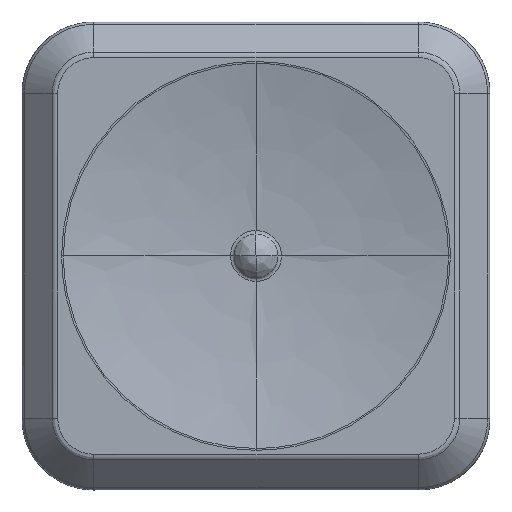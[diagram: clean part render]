
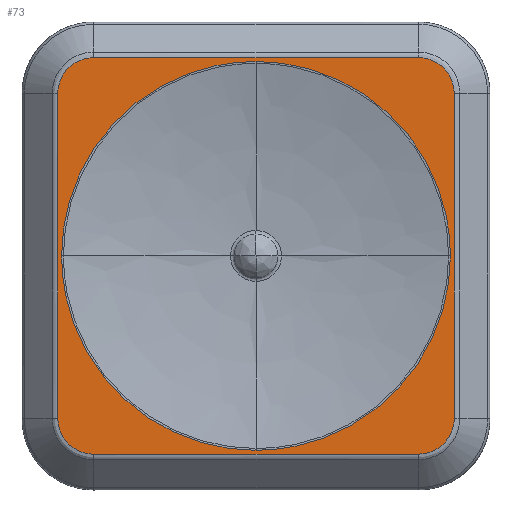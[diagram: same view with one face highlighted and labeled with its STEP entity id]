
A CAD part, top view. The second image highlights one B-rep face of the part: STEP entity #73.
In plain terms, the highlighted planar face has unit normal (0, 0, 1).
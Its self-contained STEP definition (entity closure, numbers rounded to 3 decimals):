
#16=FACE_BOUND('',#273,.T.);
#73=ADVANCED_FACE('',(#172,#16),#1362,.T.);
#172=FACE_OUTER_BOUND('',#272,.T.);
#272=EDGE_LOOP('',(#555,#556,#557,#558,#559,#560,#561,#562));
#273=EDGE_LOOP('',(#563,#564,#565,#566));
#555=ORIENTED_EDGE('',*,*,#892,.T.);
#556=ORIENTED_EDGE('',*,*,#893,.T.);
#557=ORIENTED_EDGE('',*,*,#894,.T.);
#558=ORIENTED_EDGE('',*,*,#895,.T.);
#559=ORIENTED_EDGE('',*,*,#896,.T.);
#560=ORIENTED_EDGE('',*,*,#897,.T.);
#561=ORIENTED_EDGE('',*,*,#898,.T.);
#562=ORIENTED_EDGE('',*,*,#899,.T.);
#563=ORIENTED_EDGE('',*,*,#933,.T.);
#564=ORIENTED_EDGE('',*,*,#934,.T.);
#565=ORIENTED_EDGE('',*,*,#926,.T.);
#566=ORIENTED_EDGE('',*,*,#930,.T.);
#892=EDGE_CURVE('',#1285,#1286,#1128,.T.);
#893=EDGE_CURVE('',#1286,#1287,#1129,.T.);
#894=EDGE_CURVE('',#1287,#1288,#1130,.T.);
#895=EDGE_CURVE('',#1288,#1289,#1131,.T.);
#896=EDGE_CURVE('',#1289,#1290,#1132,.T.);
#897=EDGE_CURVE('',#1290,#1291,#1133,.T.);
#898=EDGE_CURVE('',#1291,#1292,#1134,.T.);
#899=EDGE_CURVE('',#1292,#1285,#1135,.T.);
#926=EDGE_CURVE('',#1294,#1295,#1146,.T.);
#930=EDGE_CURVE('',#1295,#1296,#1150,.T.);
#933=EDGE_CURVE('',#1296,#1293,#1153,.T.);
#934=EDGE_CURVE('',#1293,#1294,#1154,.T.);
#1128=(
BOUNDED_CURVE()
B_SPLINE_CURVE(1,(#2754,#2755),.UNSPECIFIED.,.F.,.F.)
B_SPLINE_CURVE_WITH_KNOTS((2,2),(0.,12.5),.UNSPECIFIED.)
CURVE()
GEOMETRIC_REPRESENTATION_ITEM()
RATIONAL_B_SPLINE_CURVE((1.,1.))
REPRESENTATION_ITEM('')
);
#1129=(
BOUNDED_CURVE()
B_SPLINE_CURVE(2,(#2756,#2757,#2758),.UNSPECIFIED.,.F.,.F.)
B_SPLINE_CURVE_WITH_KNOTS((3,3),(0.,2.751),.UNSPECIFIED.)
CURVE()
GEOMETRIC_REPRESENTATION_ITEM()
RATIONAL_B_SPLINE_CURVE((1.,0.707,1.))
REPRESENTATION_ITEM('')
);
#1130=(
BOUNDED_CURVE()
B_SPLINE_CURVE(1,(#2759,#2760),.UNSPECIFIED.,.F.,.F.)
B_SPLINE_CURVE_WITH_KNOTS((2,2),(0.,12.5),.UNSPECIFIED.)
CURVE()
GEOMETRIC_REPRESENTATION_ITEM()
RATIONAL_B_SPLINE_CURVE((1.,1.))
REPRESENTATION_ITEM('')
);
#1131=(
BOUNDED_CURVE()
B_SPLINE_CURVE(2,(#2761,#2762,#2763),.UNSPECIFIED.,.F.,.F.)
B_SPLINE_CURVE_WITH_KNOTS((3,3),(0.,2.751),.UNSPECIFIED.)
CURVE()
GEOMETRIC_REPRESENTATION_ITEM()
RATIONAL_B_SPLINE_CURVE((1.,0.707,1.))
REPRESENTATION_ITEM('')
);
#1132=(
BOUNDED_CURVE()
B_SPLINE_CURVE(1,(#2764,#2765),.UNSPECIFIED.,.F.,.F.)
B_SPLINE_CURVE_WITH_KNOTS((2,2),(0.,12.5),.UNSPECIFIED.)
CURVE()
GEOMETRIC_REPRESENTATION_ITEM()
RATIONAL_B_SPLINE_CURVE((1.,1.))
REPRESENTATION_ITEM('')
);
#1133=(
BOUNDED_CURVE()
B_SPLINE_CURVE(2,(#2766,#2767,#2768),.UNSPECIFIED.,.F.,.F.)
B_SPLINE_CURVE_WITH_KNOTS((3,3),(0.,2.751),.UNSPECIFIED.)
CURVE()
GEOMETRIC_REPRESENTATION_ITEM()
RATIONAL_B_SPLINE_CURVE((1.,0.707,1.))
REPRESENTATION_ITEM('')
);
#1134=(
BOUNDED_CURVE()
B_SPLINE_CURVE(1,(#2769,#2770),.UNSPECIFIED.,.F.,.F.)
B_SPLINE_CURVE_WITH_KNOTS((2,2),(0.,12.5),.UNSPECIFIED.)
CURVE()
GEOMETRIC_REPRESENTATION_ITEM()
RATIONAL_B_SPLINE_CURVE((1.,1.))
REPRESENTATION_ITEM('')
);
#1135=(
BOUNDED_CURVE()
B_SPLINE_CURVE(2,(#2771,#2772,#2773),.UNSPECIFIED.,.F.,.F.)
B_SPLINE_CURVE_WITH_KNOTS((3,3),(0.,2.751),.UNSPECIFIED.)
CURVE()
GEOMETRIC_REPRESENTATION_ITEM()
RATIONAL_B_SPLINE_CURVE((1.,0.707,1.))
REPRESENTATION_ITEM('')
);
#1146=(
BOUNDED_CURVE()
B_SPLINE_CURVE(2,(#2836,#2837,#2838),.UNSPECIFIED.,.F.,.F.)
B_SPLINE_CURVE_WITH_KNOTS((3,3),(0.,11.747),.UNSPECIFIED.)
CURVE()
GEOMETRIC_REPRESENTATION_ITEM()
RATIONAL_B_SPLINE_CURVE((1.,0.707,1.))
REPRESENTATION_ITEM('')
);
#1150=(
BOUNDED_CURVE()
B_SPLINE_CURVE(2,(#2848,#2849,#2850),.UNSPECIFIED.,.F.,.F.)
B_SPLINE_CURVE_WITH_KNOTS((3,3),(0.,11.747),.UNSPECIFIED.)
CURVE()
GEOMETRIC_REPRESENTATION_ITEM()
RATIONAL_B_SPLINE_CURVE((1.,0.707,1.))
REPRESENTATION_ITEM('')
);
#1153=(
BOUNDED_CURVE()
B_SPLINE_CURVE(2,(#2857,#2858,#2859),.UNSPECIFIED.,.F.,.F.)
B_SPLINE_CURVE_WITH_KNOTS((3,3),(0.,11.747),.UNSPECIFIED.)
CURVE()
GEOMETRIC_REPRESENTATION_ITEM()
RATIONAL_B_SPLINE_CURVE((1.,0.707,1.))
REPRESENTATION_ITEM('')
);
#1154=(
BOUNDED_CURVE()
B_SPLINE_CURVE(2,(#2860,#2861,#2862),.UNSPECIFIED.,.F.,.F.)
B_SPLINE_CURVE_WITH_KNOTS((3,3),(0.,11.747),.UNSPECIFIED.)
CURVE()
GEOMETRIC_REPRESENTATION_ITEM()
RATIONAL_B_SPLINE_CURVE((1.,0.707,1.))
REPRESENTATION_ITEM('')
);
#1285=VERTEX_POINT('',#2264);
#1286=VERTEX_POINT('',#2265);
#1287=VERTEX_POINT('',#2266);
#1288=VERTEX_POINT('',#2267);
#1289=VERTEX_POINT('',#2268);
#1290=VERTEX_POINT('',#2269);
#1291=VERTEX_POINT('',#2270);
#1292=VERTEX_POINT('',#2271);
#1293=VERTEX_POINT('',#2272);
#1294=VERTEX_POINT('',#2273);
#1295=VERTEX_POINT('',#2274);
#1296=VERTEX_POINT('',#2275);
#1362=PLANE('',#1467);
#1467=AXIS2_PLACEMENT_3D('',#1914,#1521,$);
#1521=DIRECTION('',(0.,0.,1.));
#1914=CARTESIAN_POINT('',(-30.923,-34.31,9.45));
#2264=CARTESIAN_POINT('',(-15.51,-17.522,9.45));
#2265=CARTESIAN_POINT('',(-28.01,-17.522,9.45));
#2266=CARTESIAN_POINT('',(-29.386,-18.897,9.45));
#2267=CARTESIAN_POINT('',(-29.386,-31.397,9.45));
#2268=CARTESIAN_POINT('',(-28.01,-32.773,9.45));
#2269=CARTESIAN_POINT('',(-15.51,-32.773,9.45));
#2270=CARTESIAN_POINT('',(-14.135,-31.397,9.45));
#2271=CARTESIAN_POINT('',(-14.135,-18.897,9.45));
#2272=CARTESIAN_POINT('',(-21.76,-17.669,9.45));
#2273=CARTESIAN_POINT('',(-14.282,-25.147,9.45));
#2274=CARTESIAN_POINT('',(-21.76,-32.626,9.45));
#2275=CARTESIAN_POINT('',(-29.239,-25.147,9.45));
#2754=CARTESIAN_POINT('',(-15.51,-17.522,9.45));
#2755=CARTESIAN_POINT('',(-28.01,-17.522,9.45));
#2756=CARTESIAN_POINT('',(-28.01,-17.522,9.45));
#2757=CARTESIAN_POINT('',(-29.386,-17.522,9.45));
#2758=CARTESIAN_POINT('',(-29.386,-18.897,9.45));
#2759=CARTESIAN_POINT('',(-29.386,-18.897,9.45));
#2760=CARTESIAN_POINT('',(-29.386,-31.397,9.45));
#2761=CARTESIAN_POINT('',(-29.386,-31.397,9.45));
#2762=CARTESIAN_POINT('',(-29.386,-32.773,9.45));
#2763=CARTESIAN_POINT('',(-28.01,-32.773,9.45));
#2764=CARTESIAN_POINT('',(-28.01,-32.773,9.45));
#2765=CARTESIAN_POINT('',(-15.51,-32.773,9.45));
#2766=CARTESIAN_POINT('',(-15.51,-32.773,9.45));
#2767=CARTESIAN_POINT('',(-14.135,-32.773,9.45));
#2768=CARTESIAN_POINT('',(-14.135,-31.397,9.45));
#2769=CARTESIAN_POINT('',(-14.135,-31.397,9.45));
#2770=CARTESIAN_POINT('',(-14.135,-18.897,9.45));
#2771=CARTESIAN_POINT('',(-14.135,-18.897,9.45));
#2772=CARTESIAN_POINT('',(-14.135,-17.522,9.45));
#2773=CARTESIAN_POINT('',(-15.51,-17.522,9.45));
#2836=CARTESIAN_POINT('',(-14.282,-25.147,9.45));
#2837=CARTESIAN_POINT('',(-14.282,-32.626,9.45));
#2838=CARTESIAN_POINT('',(-21.76,-32.626,9.45));
#2848=CARTESIAN_POINT('',(-21.76,-32.626,9.45));
#2849=CARTESIAN_POINT('',(-29.239,-32.626,9.45));
#2850=CARTESIAN_POINT('',(-29.239,-25.147,9.45));
#2857=CARTESIAN_POINT('',(-29.239,-25.147,9.45));
#2858=CARTESIAN_POINT('',(-29.239,-17.669,9.45));
#2859=CARTESIAN_POINT('',(-21.76,-17.669,9.45));
#2860=CARTESIAN_POINT('',(-21.76,-17.669,9.45));
#2861=CARTESIAN_POINT('',(-14.282,-17.669,9.45));
#2862=CARTESIAN_POINT('',(-14.282,-25.147,9.45));
